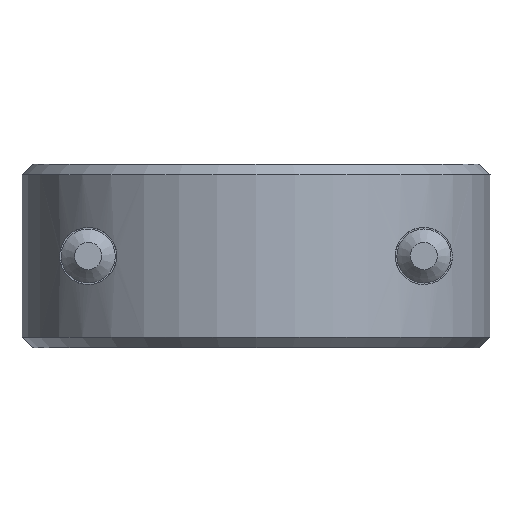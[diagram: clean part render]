
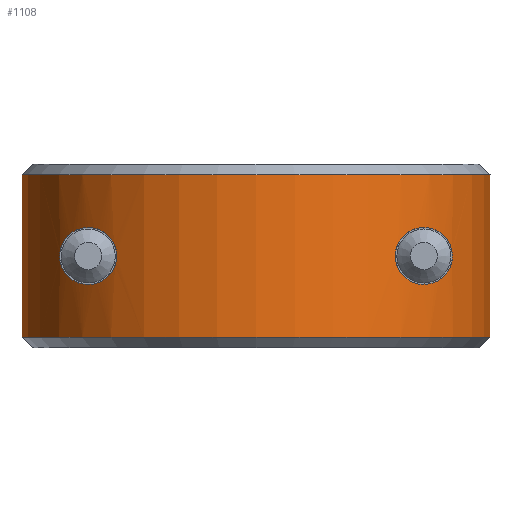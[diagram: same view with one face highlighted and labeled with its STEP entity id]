
A CAD part, front view. The second image highlights one B-rep face of the part: STEP entity #1108.
In plain terms, the highlighted cylindrical face has radius 11.113 mm (diameter 22.225 mm), a partial arc.
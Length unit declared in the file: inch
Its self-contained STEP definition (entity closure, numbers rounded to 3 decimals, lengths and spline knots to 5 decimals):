
#37=B_SPLINE_CURVE_WITH_KNOTS('',3,(#1866,#1867,#1868,#1869,#1870,#1871,
#1872,#1873,#1874,#1875,#1876,#1877,#1878,#1879,#1880,#1881,#1882,#1883,
#1884,#1885,#1886,#1887,#1888,#1889,#1890,#1891,#1892,#1893,#1894,#1895,
#1896,#1897,#1898,#1899,#1900,#1901,#1902,#1903),.UNSPECIFIED.,.T.,.F.,
(4,2,2,2,2,2,2,2,2,2,2,2,2,2,2,2,2,2,4),(-1.01329,-0.98717,
-0.96106,-0.90883,-0.82757,-0.74631,
-0.6763,-0.6063,-0.55647,-0.50664,
-0.45682,-0.40699,-0.33698,-0.26698,
-0.18572,-0.10445,-0.05223,-0.02611,
0.),.UNSPECIFIED.);
#38=B_SPLINE_CURVE_WITH_KNOTS('',3,(#1916,#1917,#1918,#1919,#1920,#1921,
#1922,#1923,#1924,#1925,#1926,#1927,#1928,#1929,#1930,#1931,#1932,#1933,
#1934,#1935,#1936,#1937,#1938,#1939,#1940,#1941,#1942,#1943,#1944,#1945,
#1946,#1947,#1948,#1949,#1950,#1951,#1952,#1953),.UNSPECIFIED.,.T.,.F.,
(4,2,2,2,2,2,2,2,2,2,2,2,2,2,2,2,2,2,4),(-1.01329,-0.96346,
-0.91363,-0.84363,-0.77362,-0.69236,
-0.6111,-0.55887,-0.53276,-0.50664,
-0.48053,-0.45442,-0.40219,-0.32093,
-0.23966,-0.16966,-0.09965,-0.04983,
0.),.UNSPECIFIED.);
#97=LINE('',#1911,#167);
#98=LINE('',#1914,#168);
#167=VECTOR('',#1468,0.303);
#168=VECTOR('',#1471,0.303);
#192=CYLINDRICAL_SURFACE('',#1210,0.4375);
#248=FACE_BOUND('',#390,.T.);
#249=FACE_BOUND('',#391,.T.);
#304=FACE_OUTER_BOUND('',#389,.T.);
#389=EDGE_LOOP('',(#895,#896,#897,#898));
#390=EDGE_LOOP('',(#899));
#391=EDGE_LOOP('',(#900));
#442=CIRCLE('',#1211,0.4375);
#443=CIRCLE('',#1212,0.4375);
#525=VERTEX_POINT('',#1865);
#527=VERTEX_POINT('',#1907);
#528=VERTEX_POINT('',#1908);
#529=VERTEX_POINT('',#1910);
#530=VERTEX_POINT('',#1912);
#531=VERTEX_POINT('',#1915);
#653=EDGE_CURVE('',#525,#525,#37,.F.);
#655=EDGE_CURVE('',#527,#528,#442,.T.);
#656=EDGE_CURVE('',#529,#527,#97,.T.);
#657=EDGE_CURVE('',#530,#529,#443,.T.);
#658=EDGE_CURVE('',#528,#530,#98,.T.);
#659=EDGE_CURVE('',#531,#531,#38,.T.);
#895=ORIENTED_EDGE('',*,*,#655,.F.);
#896=ORIENTED_EDGE('',*,*,#656,.F.);
#897=ORIENTED_EDGE('',*,*,#657,.F.);
#898=ORIENTED_EDGE('',*,*,#658,.F.);
#899=ORIENTED_EDGE('',*,*,#659,.T.);
#900=ORIENTED_EDGE('',*,*,#653,.T.);
#1108=ADVANCED_FACE('',(#304,#248,#249),#192,.T.);
#1210=AXIS2_PLACEMENT_3D('',#1906,#1464,#1465);
#1211=AXIS2_PLACEMENT_3D('',#1909,#1466,#1467);
#1212=AXIS2_PLACEMENT_3D('',#1913,#1469,#1470);
#1464=DIRECTION('center_axis',(0.,0.,-1.));
#1465=DIRECTION('ref_axis',(-1.,0.,0.));
#1466=DIRECTION('center_axis',(0.,0.,1.));
#1467=DIRECTION('ref_axis',(-0.997,-0.071,0.));
#1468=DIRECTION('',(0.,0.,1.));
#1469=DIRECTION('center_axis',(0.,0.,-1.));
#1470=DIRECTION('ref_axis',(0.997,-0.071,0.));
#1471=DIRECTION('',(0.,0.,-1.));
#1865=CARTESIAN_POINT('',(0.313,-0.30568,0.11825));
#1866=CARTESIAN_POINT('Ctrl Pts',(0.36625,-0.23931,0.1715));
#1867=CARTESIAN_POINT('Ctrl Pts',(0.36625,-0.23931,0.17493));
#1868=CARTESIAN_POINT('Ctrl Pts',(0.36592,-0.23982,
0.17831));
#1869=CARTESIAN_POINT('Ctrl Pts',(0.36466,-0.24172,
0.18482));
#1870=CARTESIAN_POINT('Ctrl Pts',(0.36375,-0.2431,
0.18793));
#1871=CARTESIAN_POINT('Ctrl Pts',(0.36033,-0.24816,
0.19668));
#1872=CARTESIAN_POINT('Ctrl Pts',(0.35715,-0.25274,
0.20171));
#1873=CARTESIAN_POINT('Ctrl Pts',(0.34873,-0.26433,
0.21179));
#1874=CARTESIAN_POINT('Ctrl Pts',(0.34232,-0.27266,
0.21663));
#1875=CARTESIAN_POINT('Ctrl Pts',(0.32819,-0.28952,
0.22313));
#1876=CARTESIAN_POINT('Ctrl Pts',(0.32045,-0.29805,
0.22475));
#1877=CARTESIAN_POINT('Ctrl Pts',(0.30658,-0.31225,
0.22475));
#1878=CARTESIAN_POINT('Ctrl Pts',(0.29939,-0.31916,
0.22353));
#1879=CARTESIAN_POINT('Ctrl Pts',(0.28547,-0.33166,
0.2177));
#1880=CARTESIAN_POINT('Ctrl Pts',(0.27877,-0.33726,
0.21309));
#1881=CARTESIAN_POINT('Ctrl Pts',(0.26951,-0.34467,
0.20276));
#1882=CARTESIAN_POINT('Ctrl Pts',(0.26592,-0.34742,
0.19726));
#1883=CARTESIAN_POINT('Ctrl Pts',(0.26104,-0.35111,
0.1849));
#1884=CARTESIAN_POINT('Ctrl Pts',(0.25975,-0.35205,0.17804));
#1885=CARTESIAN_POINT('Ctrl Pts',(0.25975,-0.35205,0.16496));
#1886=CARTESIAN_POINT('Ctrl Pts',(0.26104,-0.35111,
0.1581));
#1887=CARTESIAN_POINT('Ctrl Pts',(0.26592,-0.34742,
0.14574));
#1888=CARTESIAN_POINT('Ctrl Pts',(0.26951,-0.34467,
0.14024));
#1889=CARTESIAN_POINT('Ctrl Pts',(0.27877,-0.33726,
0.12991));
#1890=CARTESIAN_POINT('Ctrl Pts',(0.28547,-0.33166,
0.1253));
#1891=CARTESIAN_POINT('Ctrl Pts',(0.29939,-0.31916,
0.11947));
#1892=CARTESIAN_POINT('Ctrl Pts',(0.30658,-0.31225,
0.11825));
#1893=CARTESIAN_POINT('Ctrl Pts',(0.32045,-0.29805,
0.11825));
#1894=CARTESIAN_POINT('Ctrl Pts',(0.32819,-0.28952,
0.11987));
#1895=CARTESIAN_POINT('Ctrl Pts',(0.34232,-0.27266,
0.12637));
#1896=CARTESIAN_POINT('Ctrl Pts',(0.34873,-0.26433,
0.13121));
#1897=CARTESIAN_POINT('Ctrl Pts',(0.35715,-0.25274,
0.14129));
#1898=CARTESIAN_POINT('Ctrl Pts',(0.36033,-0.24816,
0.14632));
#1899=CARTESIAN_POINT('Ctrl Pts',(0.36375,-0.2431,
0.15507));
#1900=CARTESIAN_POINT('Ctrl Pts',(0.36466,-0.24172,
0.15818));
#1901=CARTESIAN_POINT('Ctrl Pts',(0.36592,-0.23982,
0.16469));
#1902=CARTESIAN_POINT('Ctrl Pts',(0.36625,-0.23931,0.16807));
#1903=CARTESIAN_POINT('Ctrl Pts',(0.36625,-0.23931,0.1715));
#1906=CARTESIAN_POINT('Origin',(0.,0.,0.02));
#1907=CARTESIAN_POINT('',(-0.43638,-0.03125,0.323));
#1908=CARTESIAN_POINT('',(0.43638,-0.03125,0.323));
#1909=CARTESIAN_POINT('Origin',(0.,0.,0.323));
#1910=CARTESIAN_POINT('',(-0.43638,-0.03125,0.02));
#1911=CARTESIAN_POINT('',(-0.43638,-0.03125,0.02));
#1912=CARTESIAN_POINT('',(0.43638,-0.03125,0.02));
#1913=CARTESIAN_POINT('Origin',(0.,0.,0.02));
#1914=CARTESIAN_POINT('',(0.43638,-0.03125,0.02));
#1915=CARTESIAN_POINT('',(-0.313,-0.30568,0.22475));
#1916=CARTESIAN_POINT('Ctrl Pts',(-0.25975,-0.35205,0.1715));
#1917=CARTESIAN_POINT('Ctrl Pts',(-0.25975,-0.35205,0.16496));
#1918=CARTESIAN_POINT('Ctrl Pts',(-0.26104,-0.35111,
0.1581));
#1919=CARTESIAN_POINT('Ctrl Pts',(-0.26592,-0.34742,
0.14574));
#1920=CARTESIAN_POINT('Ctrl Pts',(-0.26951,-0.34467,
0.14024));
#1921=CARTESIAN_POINT('Ctrl Pts',(-0.27877,-0.33726,
0.12991));
#1922=CARTESIAN_POINT('Ctrl Pts',(-0.28547,-0.33166,
0.1253));
#1923=CARTESIAN_POINT('Ctrl Pts',(-0.29939,-0.31916,
0.11947));
#1924=CARTESIAN_POINT('Ctrl Pts',(-0.30658,-0.31225,
0.11825));
#1925=CARTESIAN_POINT('Ctrl Pts',(-0.32045,-0.29805,
0.11825));
#1926=CARTESIAN_POINT('Ctrl Pts',(-0.32819,-0.28952,
0.11987));
#1927=CARTESIAN_POINT('Ctrl Pts',(-0.34232,-0.27266,
0.12637));
#1928=CARTESIAN_POINT('Ctrl Pts',(-0.34873,-0.26433,
0.13121));
#1929=CARTESIAN_POINT('Ctrl Pts',(-0.35715,-0.25274,
0.14129));
#1930=CARTESIAN_POINT('Ctrl Pts',(-0.36033,-0.24816,
0.14632));
#1931=CARTESIAN_POINT('Ctrl Pts',(-0.36375,-0.2431,
0.15507));
#1932=CARTESIAN_POINT('Ctrl Pts',(-0.36466,-0.24172,
0.15818));
#1933=CARTESIAN_POINT('Ctrl Pts',(-0.36592,-0.23982,
0.16469));
#1934=CARTESIAN_POINT('Ctrl Pts',(-0.36625,-0.23931,0.16807));
#1935=CARTESIAN_POINT('Ctrl Pts',(-0.36625,-0.23931,0.17493));
#1936=CARTESIAN_POINT('Ctrl Pts',(-0.36592,-0.23982,
0.17831));
#1937=CARTESIAN_POINT('Ctrl Pts',(-0.36466,-0.24172,
0.18482));
#1938=CARTESIAN_POINT('Ctrl Pts',(-0.36375,-0.2431,
0.18793));
#1939=CARTESIAN_POINT('Ctrl Pts',(-0.36033,-0.24816,
0.19668));
#1940=CARTESIAN_POINT('Ctrl Pts',(-0.35715,-0.25274,
0.20171));
#1941=CARTESIAN_POINT('Ctrl Pts',(-0.34873,-0.26433,
0.21179));
#1942=CARTESIAN_POINT('Ctrl Pts',(-0.34232,-0.27266,
0.21663));
#1943=CARTESIAN_POINT('Ctrl Pts',(-0.32819,-0.28952,
0.22313));
#1944=CARTESIAN_POINT('Ctrl Pts',(-0.32045,-0.29805,
0.22475));
#1945=CARTESIAN_POINT('Ctrl Pts',(-0.30658,-0.31225,
0.22475));
#1946=CARTESIAN_POINT('Ctrl Pts',(-0.29939,-0.31916,
0.22353));
#1947=CARTESIAN_POINT('Ctrl Pts',(-0.28547,-0.33166,
0.2177));
#1948=CARTESIAN_POINT('Ctrl Pts',(-0.27877,-0.33726,
0.21309));
#1949=CARTESIAN_POINT('Ctrl Pts',(-0.26951,-0.34467,
0.20276));
#1950=CARTESIAN_POINT('Ctrl Pts',(-0.26592,-0.34742,
0.19726));
#1951=CARTESIAN_POINT('Ctrl Pts',(-0.26104,-0.35111,
0.1849));
#1952=CARTESIAN_POINT('Ctrl Pts',(-0.25975,-0.35205,0.17804));
#1953=CARTESIAN_POINT('Ctrl Pts',(-0.25975,-0.35205,0.1715));
